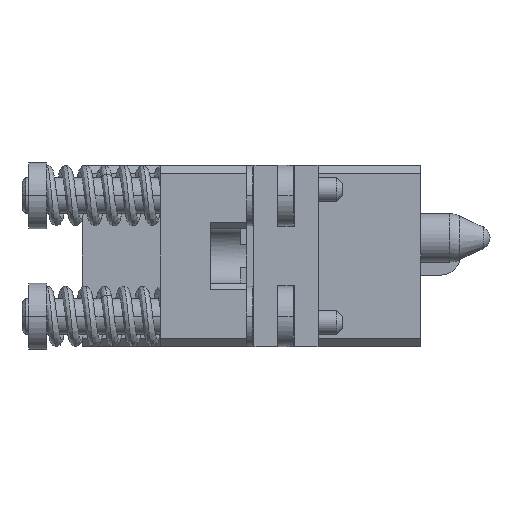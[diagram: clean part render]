
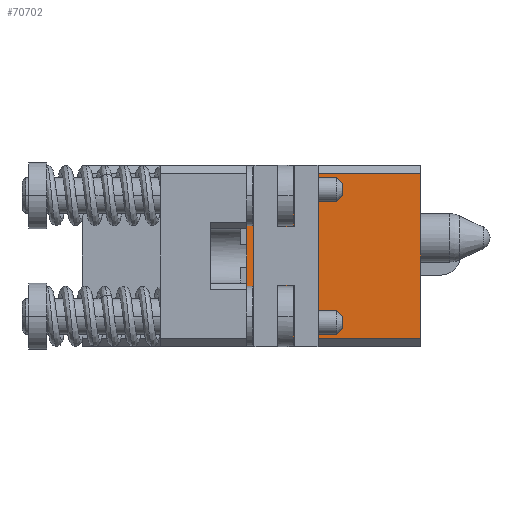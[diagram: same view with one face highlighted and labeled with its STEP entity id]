
A CAD part, left-side view. The second image highlights one B-rep face of the part: STEP entity #70702.
In plain terms, the highlighted planar face has unit normal (-1, 0, 0).
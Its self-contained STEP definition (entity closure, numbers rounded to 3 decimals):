
#135=DIRECTION('',(0.,0.,1.));
#136=VECTOR('',#135,13.632);
#137=CARTESIAN_POINT('',(-22.251,-14.016,-6.816));
#138=LINE('',#137,#136);
#19051=DIRECTION('',(0.,1.,0.));
#19052=VECTOR('',#19051,14.4);
#19053=CARTESIAN_POINT('',(-22.251,-14.016,6.816));
#19054=LINE('',#19053,#19052);
#19059=DIRECTION('',(0.,0.,1.));
#19060=VECTOR('',#19059,13.632);
#19061=CARTESIAN_POINT('',(-22.251,0.384,-6.816));
#19062=LINE('',#19061,#19060);
#19063=DIRECTION('',(0.,1.,0.));
#19064=VECTOR('',#19063,14.4);
#19065=CARTESIAN_POINT('',(-22.251,-14.016,-6.816));
#19066=LINE('',#19065,#19064);
#37711=CARTESIAN_POINT('',(-22.251,-14.016,-6.816));
#37712=CARTESIAN_POINT('',(-22.251,0.384,-6.816));
#37713=VERTEX_POINT('',#37711);
#37714=VERTEX_POINT('',#37712);
#37731=CARTESIAN_POINT('',(-22.251,-14.016,6.816));
#37732=CARTESIAN_POINT('',(-22.251,0.384,6.816));
#37733=VERTEX_POINT('',#37731);
#37734=VERTEX_POINT('',#37732);
#70690=CARTESIAN_POINT('',(-22.251,-13.99,-7.505));
#70691=DIRECTION('',(-1.,0.,0.));
#70692=DIRECTION('',(0.,0.,1.));
#70693=AXIS2_PLACEMENT_3D('',#70690,#70691,#70692);
#70694=PLANE('',#70693);
#70695=ORIENTED_EDGE('',*,*,#70597,.T.);
#70696=ORIENTED_EDGE('',*,*,#70684,.F.);
#70697=ORIENTED_EDGE('',*,*,#46744,.F.);
#70699=ORIENTED_EDGE('',*,*,#70698,.T.);
#70700=EDGE_LOOP('',(#70695,#70696,#70697,#70699));
#70701=FACE_OUTER_BOUND('',#70700,.F.);
#70702=ADVANCED_FACE('',(#70701),#70694,.T.);
#46744=EDGE_CURVE('',#37713,#37733,#138,.T.);
#70597=EDGE_CURVE('',#37714,#37734,#19062,.T.);
#70684=EDGE_CURVE('',#37733,#37734,#19054,.T.);
#70698=EDGE_CURVE('',#37713,#37714,#19066,.T.);
